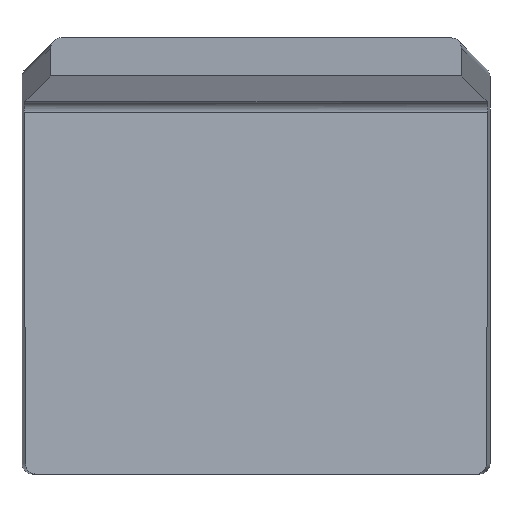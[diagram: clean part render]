
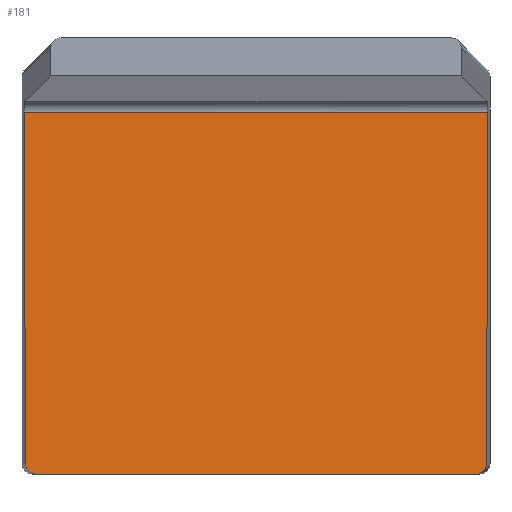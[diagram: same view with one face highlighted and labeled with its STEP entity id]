
A CAD part, front view. The second image highlights one B-rep face of the part: STEP entity #181.
In plain terms, the highlighted planar face has unit normal (0, -0.999, 0.047).
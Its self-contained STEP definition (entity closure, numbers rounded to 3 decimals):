
#14 = PLANE ( 'NONE',  #407 ) ;
#18 = LINE ( 'NONE', #527, #142 ) ;
#20 = EDGE_CURVE ( 'NONE', #135, #410, #529, .T. ) ;
#21 = FACE_OUTER_BOUND ( 'NONE', #362, .T. ) ;
#24 = EDGE_CURVE ( 'NONE', #499, #473, #197, .T. ) ;
#33 = VERTEX_POINT ( 'NONE', #58 ) ;
#44 = ORIENTED_EDGE ( 'NONE', *, *, #20, .T. ) ;
#46 = EDGE_CURVE ( 'NONE', #410, #260, #18, .T. ) ;
#49 = DIRECTION ( 'NONE',  ( -0.004, -0.047, -0.999 ) ) ;
#56 = DIRECTION ( 'NONE',  ( 0.004, -0.047, -0.999 ) ) ;
#57 = DIRECTION ( 'NONE',  ( 0., -0.047, -0.999 ) ) ;
#58 = CARTESIAN_POINT ( 'NONE',  ( 65.702, -4.839, -55. ) ) ;
#65 = CARTESIAN_POINT ( 'NONE',  ( 66.113, -0.135, 45.122 ) ) ;
#95 = CARTESIAN_POINT ( 'NONE',  ( 65.93, -2.228, 0.579 ) ) ;
#100 = DIRECTION ( 'NONE',  ( 1., 0., 0. ) ) ;
#109 = VECTOR ( 'NONE', #49, 1000. ) ;
#135 = VERTEX_POINT ( 'NONE', #65 ) ;
#140 = CARTESIAN_POINT ( 'NONE',  ( 0., -0.135, 45.122 ) ) ;
#142 = VECTOR ( 'NONE', #56, 1000. ) ;
#144 = CARTESIAN_POINT ( 'NONE',  ( 0., 0., 48. ) ) ;
#154 = DIRECTION ( 'NONE',  ( 0., -0.999, 0.047 ) ) ;
#181 = ADVANCED_FACE ( 'NONE', ( #21 ), #14, .T. ) ;
#182 = CARTESIAN_POINT ( 'NONE',  ( -62.678, -4.98, -58. ) ) ;
#193 = VECTOR ( 'NONE', #100, 1000. ) ;
#197 = LINE ( 'NONE', #525, #193 ) ;
#230 = CARTESIAN_POINT ( 'NONE',  ( 62.678, -4.98, -58. ) ) ;
#235 = ORIENTED_EDGE ( 'NONE', *, *, #24, .T. ) ;
#250 = CARTESIAN_POINT ( 'NONE',  ( -65.702, -4.839, -55. ) ) ;
#260 = VERTEX_POINT ( 'NONE', #250 ) ;
#281 = ORIENTED_EDGE ( 'NONE', *, *, #383, .T. ) ;
#301 = ORIENTED_EDGE ( 'NONE', *, *, #578, .T. ) ;
#317 = CARTESIAN_POINT ( 'NONE',  ( -66.113, -0.135, 45.122 ) ) ;
#362 = EDGE_LOOP ( 'NONE', ( #465, #281, #235, #301, #454, #44 ) ) ;
#364 = CARTESIAN_POINT ( 'NONE',  ( -65.695, -4.922, -56.757 ) ) ;
#383 = EDGE_CURVE ( 'NONE', #260, #499, #545, .T. ) ;
#386 = VECTOR ( 'NONE', #486, 1000. ) ;
#407 = AXIS2_PLACEMENT_3D ( 'NONE', #144, #154, #57 ) ;
#410 = VERTEX_POINT ( 'NONE', #317 ) ;
#423 = LINE ( 'NONE', #95, #109 ) ;
#454 = ORIENTED_EDGE ( 'NONE', *, *, #471, .F. ) ;
#455 = CARTESIAN_POINT ( 'NONE',  ( 64.442, -4.98, -58. ) ) ;
#463 = CARTESIAN_POINT ( 'NONE',  ( -64.442, -4.98, -58. ) ) ;
#465 = ORIENTED_EDGE ( 'NONE', *, *, #46, .T. ) ;
#467 = CARTESIAN_POINT ( 'NONE',  ( 65.695, -4.922, -56.757 ) ) ;
#471 = EDGE_CURVE ( 'NONE', #135, #33, #423, .T. ) ;
#473 = VERTEX_POINT ( 'NONE', #480 ) ;
#480 = CARTESIAN_POINT ( 'NONE',  ( 62.678, -4.98, -58. ) ) ;
#486 = DIRECTION ( 'NONE',  ( -1., 0., 0. ) ) ;
#499 = VERTEX_POINT ( 'NONE', #182 ) ;
#525 = CARTESIAN_POINT ( 'NONE',  ( 0., -4.98, -58. ) ) ;
#527 = CARTESIAN_POINT ( 'NONE',  ( -65.93, -2.228, 0.579 ) ) ;
#529 = LINE ( 'NONE', #140, #386 ) ;
#540 =( BOUNDED_CURVE ( )  B_SPLINE_CURVE ( 3, ( #230, #455, #467, #556 ),
 .UNSPECIFIED., .F., .T. ) 
 B_SPLINE_CURVE_WITH_KNOTS ( ( 4, 4 ),
 ( 1.076, 2.647 ),
 .UNSPECIFIED. ) 
 CURVE ( )  GEOMETRIC_REPRESENTATION_ITEM ( )  RATIONAL_B_SPLINE_CURVE ( ( 1., 0.805, 0.805, 1. ) ) 
 REPRESENTATION_ITEM ( '' )  );
#545 =( BOUNDED_CURVE ( )  B_SPLINE_CURVE ( 3, ( #593, #364, #463, #600 ),
 .UNSPECIFIED., .F., .T. ) 
 B_SPLINE_CURVE_WITH_KNOTS ( ( 4, 4 ),
 ( 3.636, 5.207 ),
 .UNSPECIFIED. ) 
 CURVE ( )  GEOMETRIC_REPRESENTATION_ITEM ( )  RATIONAL_B_SPLINE_CURVE ( ( 1., 0.805, 0.805, 1. ) ) 
 REPRESENTATION_ITEM ( '' )  );
#556 = CARTESIAN_POINT ( 'NONE',  ( 65.702, -4.839, -55. ) ) ;
#578 = EDGE_CURVE ( 'NONE', #473, #33, #540, .T. ) ;
#593 = CARTESIAN_POINT ( 'NONE',  ( -65.702, -4.839, -55. ) ) ;
#600 = CARTESIAN_POINT ( 'NONE',  ( -62.678, -4.98, -58. ) ) ;
